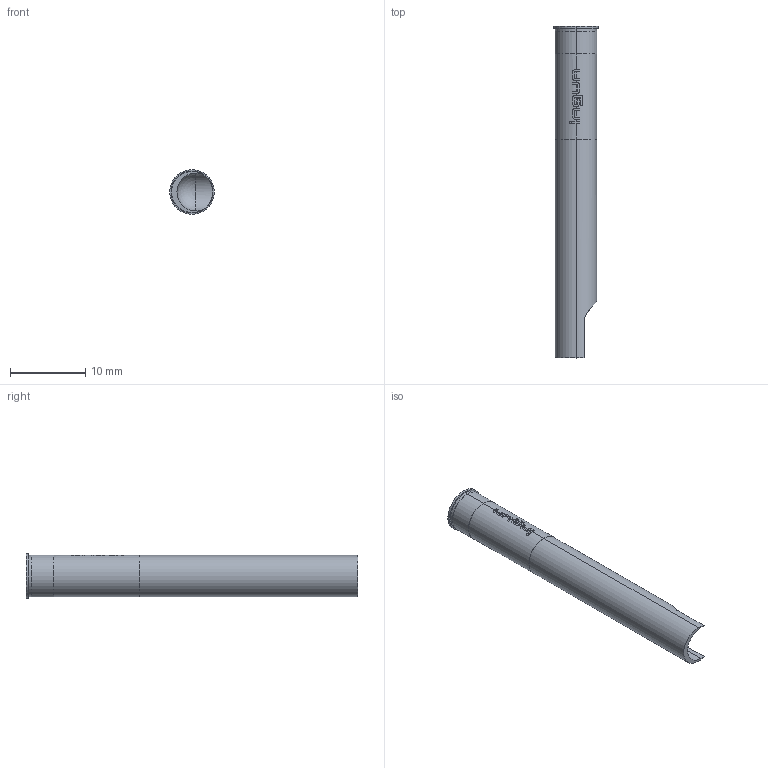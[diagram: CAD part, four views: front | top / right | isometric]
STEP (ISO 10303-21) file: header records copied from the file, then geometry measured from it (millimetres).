
FILE_DESCRIPTION (( 'STEP AP203' ), '1' );
FILE_NAME ('INGUN_KS-621_30_M5-R.STEP', '2022-02-09T05:33:00', ( 'ochi' ), ( '' ), 'SwSTEP 2.0', 'SolidWorks 2018', '' );
FILE_SCHEMA (( 'CONFIG_CONTROL_DESIGN' ));
Length unit declared in the file: millimetre
Products named in the file (1): INGUN_KS-621_30_M5-R
Bounding box: 5.9 x 44 x 5.9 mm (x, y, z)
Volume: 909.5 mm3; surface area: 828.5 mm2
Topology: 1 solids, 1 shells, 93 faces, 258 edges, 171 vertices
Faces by surface type: plane 48, bspline 22, cylinder 22, sphere 1
Entity records: 3374 total; most frequent: CARTESIAN_POINT 1081, ORIENTED_EDGE 512, DIRECTION 395, EDGE_CURVE 256, VERTEX_POINT 170, AXIS2_PLACEMENT_3D 154, EDGE_LOOP 98, ADVANCED_FACE 93
